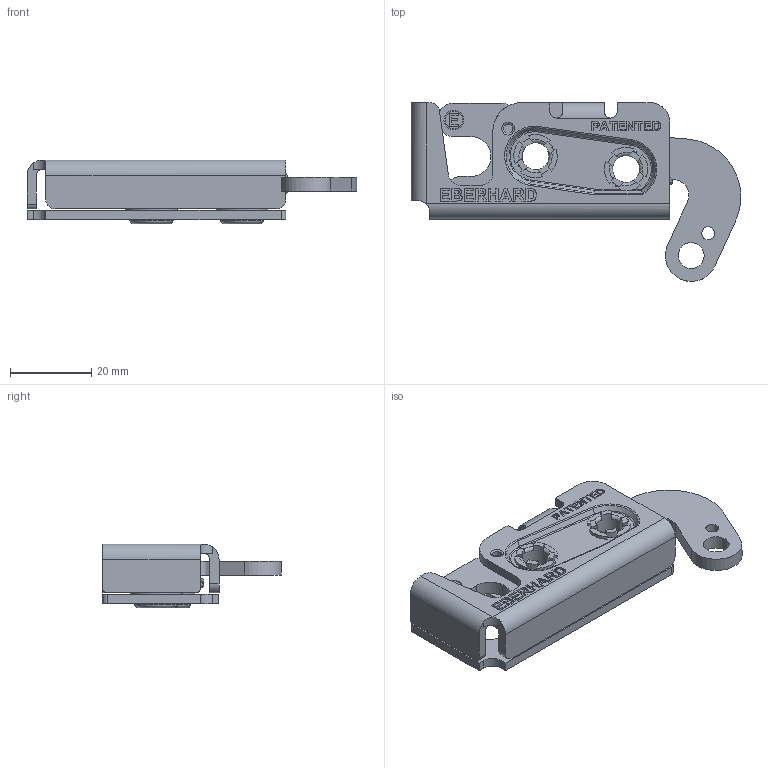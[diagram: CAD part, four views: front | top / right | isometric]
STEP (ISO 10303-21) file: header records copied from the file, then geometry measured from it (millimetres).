
FILE_DESCRIPTION(/* description */ (''),/* implementation_level */ '2;1');
FILE_NAME(/* name */ '2-241 NTR_1_31_2022.stp',/* time_stamp */ '2022-01-31T13:40:00-05:00',/* author */ ('DKOEGLE'),/* organization */ ('Eberhard Manufacturing Company'),/* preprocessor_version */ 'ST-DEVELOPER v18.1',/* originating_system */ 'Autodesk Inventor 2020',/* authorisation */ '');
FILE_SCHEMA (('AUTOMOTIVE_DESIGN { 1 0 10303 214 3 1 1 }'));
Length unit declared in the file: inch
Products named in the file (1): 2-241 NTR_Shrinkwrap_1
Bounding box: 80.95 x 43.9 x 15.67 mm (x, y, z)
Volume: 13503.9 mm3; surface area: 14699.5 mm2
Topology: 1 solids, 1 shells, 570 faces, 1573 edges, 1039 vertices
Faces by surface type: plane 369, cylinder 113, bspline 60, torus 24, cone 4
Full cylindrical faces by diameter (mm): 1.118 x6, 2.337 x1, 3.175 x2, 4.318 x2, 4.826 x2, 6.35 x1, 6.629 x2, 8.42 x4, 11.112 x2, 11.367 x2, 12.7 x2
Entity records: 20730 total; most frequent: CARTESIAN_POINT 5685, ORIENTED_EDGE 3146, DIRECTION 2745, EDGE_CURVE 1573, LINE 1085, VECTOR 1085, VERTEX_POINT 1039, AXIS2_PLACEMENT_3D 830
